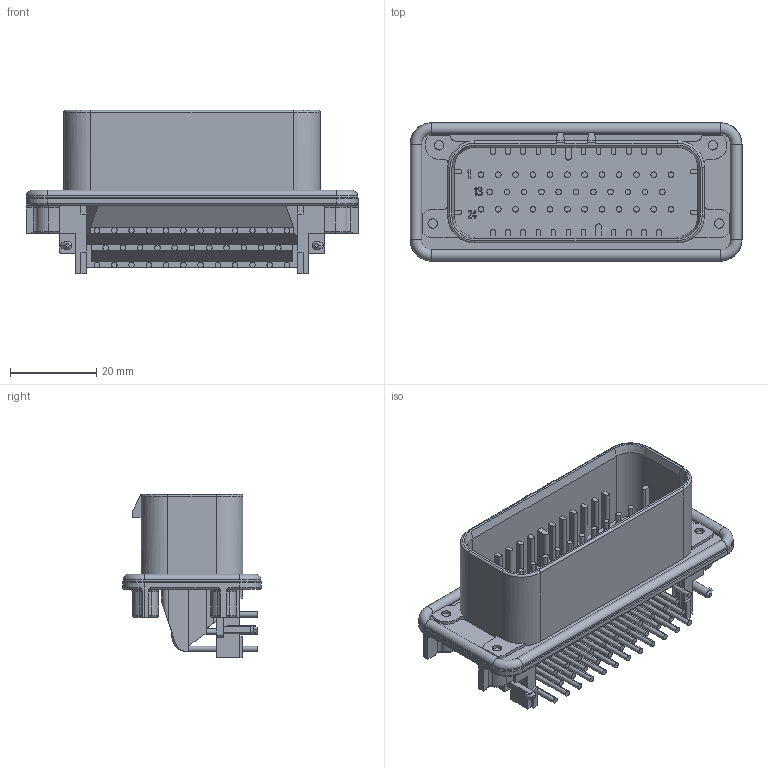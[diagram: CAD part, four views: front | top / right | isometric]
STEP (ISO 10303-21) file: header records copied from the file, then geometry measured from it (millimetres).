
FILE_DESCRIPTION (( 'STEP AP214' ), '1' );
FILE_NAME ('c-1-776163-1-s-3d.STEP', '2020-01-29T21:20:11', ( '' ), ( '' ), 'SwSTEP 2.0', 'SolidWorks 2019', '' );
FILE_SCHEMA (( 'AUTOMOTIVE_DESIGN' ));
Length unit declared in the file: millimetre
Products named in the file (1): c-1-776163-1-s-3d
Bounding box: 76.9 x 32.1 x 37.8 mm (x, y, z)
Volume: 20321.8 mm3; surface area: 17921.5 mm2
Topology: 1 solids, 1 shells, 808 faces, 2059 edges, 1338 vertices
Faces by surface type: plane 415, cylinder 321, torus 55, bspline 9, cone 8
Entity records: 28805 total; most frequent: CARTESIAN_POINT 6588, DIRECTION 4179, ORIENTED_EDGE 4118, EDGE_CURVE 2059, AXIS2_PLACEMENT_3D 1456, VERTEX_POINT 1338, VECTOR 1267, LINE 1267
